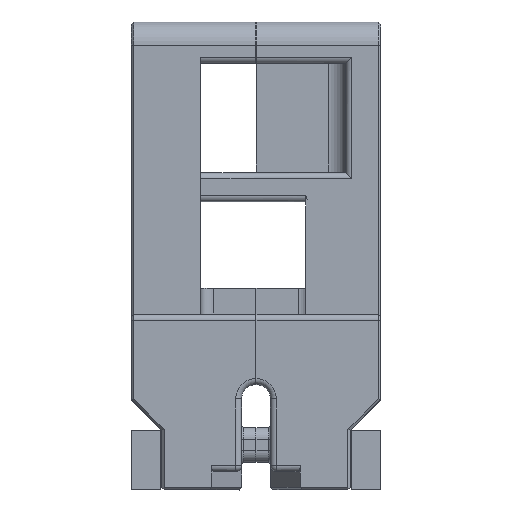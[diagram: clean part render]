
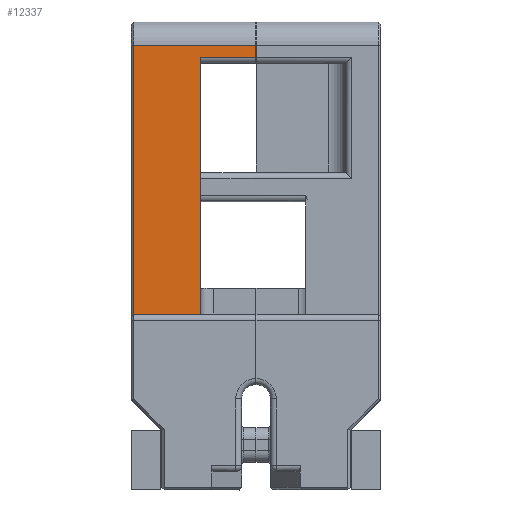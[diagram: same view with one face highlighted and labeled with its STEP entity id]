
A CAD part, top view. The second image highlights one B-rep face of the part: STEP entity #12337.
In plain terms, the highlighted planar face has unit normal (0, 0, 1).
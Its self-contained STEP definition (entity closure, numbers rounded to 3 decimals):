
#634=PLANE('',#13247);
#1157=FACE_OUTER_BOUND('',#1893,.T.);
#1893=EDGE_LOOP('',(#10003,#10004,#10005,#10006,#10007,#10008));
#2927=LINE('',#19885,#4171);
#2931=LINE('',#19897,#4175);
#2932=LINE('',#19899,#4176);
#2933=LINE('',#19901,#4177);
#2934=LINE('',#19903,#4178);
#2935=LINE('',#19904,#4179);
#4171=VECTOR('',#15653,10.);
#4175=VECTOR('',#15665,10.);
#4176=VECTOR('',#15666,10.);
#4177=VECTOR('',#15667,10.);
#4178=VECTOR('',#15668,10.);
#4179=VECTOR('',#15669,10.);
#5813=VERTEX_POINT('',#19878);
#5815=VERTEX_POINT('',#19884);
#5819=VERTEX_POINT('',#19896);
#5820=VERTEX_POINT('',#19898);
#5821=VERTEX_POINT('',#19900);
#5822=VERTEX_POINT('',#19902);
#7292=EDGE_CURVE('',#5813,#5815,#2927,.T.);
#7298=EDGE_CURVE('',#5819,#5813,#2931,.T.);
#7299=EDGE_CURVE('',#5820,#5819,#2932,.T.);
#7300=EDGE_CURVE('',#5821,#5820,#2933,.T.);
#7301=EDGE_CURVE('',#5821,#5822,#2934,.T.);
#7302=EDGE_CURVE('',#5815,#5822,#2935,.T.);
#10003=ORIENTED_EDGE('',*,*,#7292,.F.);
#10004=ORIENTED_EDGE('',*,*,#7298,.F.);
#10005=ORIENTED_EDGE('',*,*,#7299,.F.);
#10006=ORIENTED_EDGE('',*,*,#7300,.F.);
#10007=ORIENTED_EDGE('',*,*,#7301,.T.);
#10008=ORIENTED_EDGE('',*,*,#7302,.F.);
#12337=ADVANCED_FACE('',(#1157),#634,.T.);
#13247=AXIS2_PLACEMENT_3D('',#19895,#15663,#15664);
#15653=DIRECTION('',(0.,1.,0.));
#15663=DIRECTION('center_axis',(0.,0.,
1.));
#15664=DIRECTION('ref_axis',(1.,0.,0.));
#15665=DIRECTION('',(-1.,0.,0.));
#15666=DIRECTION('',(0.,-1.,0.));
#15667=DIRECTION('',(-1.,0.,0.));
#15668=DIRECTION('',(0.,1.,0.));
#15669=DIRECTION('',(1.,0.,0.));
#19878=CARTESIAN_POINT('',(-21.2,43.637,37.994));
#19884=CARTESIAN_POINT('',(-21.2,90.679,37.994));
#19885=CARTESIAN_POINT('',(-21.2,43.458,37.994));
#19895=CARTESIAN_POINT('Origin',(-21.6,67.379,37.994));
#19896=CARTESIAN_POINT('',(-9.55,43.637,37.994));
#19897=CARTESIAN_POINT('',(-16.2,43.637,37.994));
#19898=CARTESIAN_POINT('',(-9.55,88.542,37.994));
#19899=CARTESIAN_POINT('',(-9.55,58.208,37.994));
#19900=CARTESIAN_POINT('',(0.,88.542,37.994));
#19901=CARTESIAN_POINT('',(-15.575,88.542,37.994));
#19902=CARTESIAN_POINT('',(0.,90.679,37.994));
#19903=CARTESIAN_POINT('',(0.,55.194,37.994));
#19904=CARTESIAN_POINT('',(-21.6,90.679,37.994));
